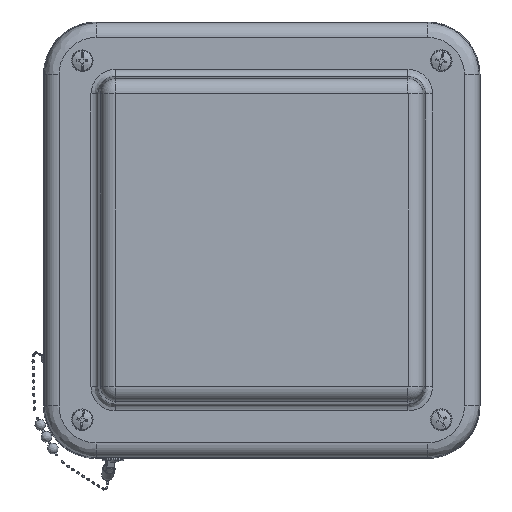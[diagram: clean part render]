
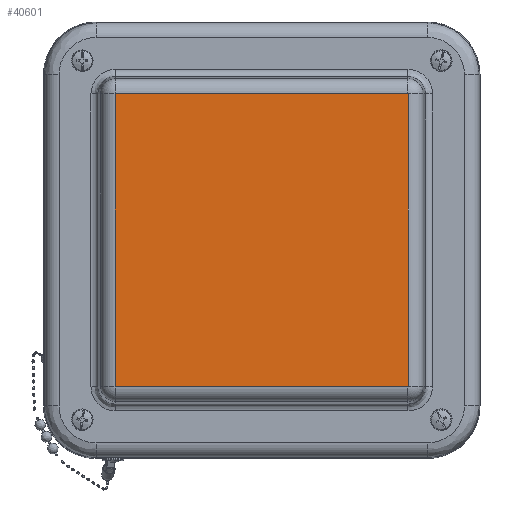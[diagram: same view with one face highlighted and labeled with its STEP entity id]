
A CAD part, top view. The second image highlights one B-rep face of the part: STEP entity #40601.
In plain terms, the highlighted planar face has unit normal (0, 0, 1).
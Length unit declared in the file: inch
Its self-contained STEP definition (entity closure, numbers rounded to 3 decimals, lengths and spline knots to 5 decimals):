
#96 = EDGE_CURVE ( 'NONE', #10576, #34041, #29623, .T. ) ;
#727 = ORIENTED_EDGE ( 'NONE', *, *, #45411, .T. ) ;
#766 = VERTEX_POINT ( 'NONE', #35279 ) ;
#1317 = VERTEX_POINT ( 'NONE', #32712 ) ;
#1443 = CARTESIAN_POINT ( 'NONE',  ( -2.52913, 2.52055, 1.699 ) ) ;
#1483 = CARTESIAN_POINT ( 'NONE',  ( 2.52055, 2.52913, 1.699 ) ) ;
#2234 = VERTEX_POINT ( 'NONE', #32043 ) ;
#2939 = EDGE_CURVE ( 'NONE', #2234, #30809, #25387, .T. ) ;
#2984 = VECTOR ( 'NONE', #17219, 39.37008 ) ;
#3676 = CARTESIAN_POINT ( 'NONE',  ( -2.52293, -2.52913, 1.699 ) ) ;
#3709 = B_SPLINE_CURVE_WITH_KNOTS ( 'NONE', 3,
 ( #35917, #4877, #34967, #46304, #12721, #1483 ),
 .UNSPECIFIED., .F., .F.,
 ( 4, 2, 4 ),
 ( 0., 0.5, 1. ),
 .UNSPECIFIED. ) ;
#4877 = CARTESIAN_POINT ( 'NONE',  ( 2.52913, 2.5229, 1.699 ) ) ;
#7014 = CARTESIAN_POINT ( 'NONE',  ( 2.52829, -2.52496, 1.699 ) ) ;
#7453 = ORIENTED_EDGE ( 'NONE', *, *, #96, .T. ) ;
#7690 = B_SPLINE_CURVE_WITH_KNOTS ( 'NONE', 3,
 ( #40289, #48100, #44381, #7014, #33013, #44050 ),
 .UNSPECIFIED., .F., .F.,
 ( 4, 2, 4 ),
 ( 0., 0.5, 1. ),
 .UNSPECIFIED. ) ;
#8584 = CARTESIAN_POINT ( 'NONE',  ( -2.52494, 2.52827, 1.699 ) ) ;
#9753 = LINE ( 'NONE', #39176, #18536 ) ;
#10576 = VERTEX_POINT ( 'NONE', #41781 ) ;
#10727 = ORIENTED_EDGE ( 'NONE', *, *, #14822, .T. ) ;
#11125 = CARTESIAN_POINT ( 'NONE',  ( 0., -2.52913, 1.699 ) ) ;
#12633 = EDGE_CURVE ( 'NONE', #38853, #766, #3709, .T. ) ;
#12721 = CARTESIAN_POINT ( 'NONE',  ( 2.52293, 2.52913, 1.699 ) ) ;
#12914 = LINE ( 'NONE', #20955, #2984 ) ;
#14357 = ORIENTED_EDGE ( 'NONE', *, *, #30969, .T. ) ;
#14470 = CARTESIAN_POINT ( 'NONE',  ( -2.52913, -2.52055, 1.699 ) ) ;
#14822 = EDGE_CURVE ( 'NONE', #25445, #38853, #9753, .T. ) ;
#15514 = CARTESIAN_POINT ( 'NONE',  ( -2.52913, -2.52055, 1.699 ) ) ;
#15677 = EDGE_LOOP ( 'NONE', ( #727, #43163, #21645, #10727, #46224, #14357, #40903, #7453 ) ) ;
#16978 = DIRECTION ( 'NONE',  ( 0., 1., 0. ) ) ;
#17036 = AXIS2_PLACEMENT_3D ( 'NONE', #21361, #17801, #36132 ) ;
#17219 = DIRECTION ( 'NONE',  ( -1., 0., 0. ) ) ;
#17801 = DIRECTION ( 'NONE',  ( 0., 0., 1. ) ) ;
#18536 = VECTOR ( 'NONE', #16978, 39.37008 ) ;
#19483 = CARTESIAN_POINT ( 'NONE',  ( 2.52913, -2.52055, 1.699 ) ) ;
#20955 = CARTESIAN_POINT ( 'NONE',  ( 0., 2.52913, 1.699 ) ) ;
#21361 = CARTESIAN_POINT ( 'NONE',  ( 0., 0., 1.699 ) ) ;
#21363 = B_SPLINE_CURVE_WITH_KNOTS ( 'NONE', 3,
 ( #14470, #48222, #25987, #44332, #3676, #47735 ),
 .UNSPECIFIED., .F., .F.,
 ( 4, 2, 4 ),
 ( 0., 0.5, 1. ),
 .UNSPECIFIED. ) ;
#21645 = ORIENTED_EDGE ( 'NONE', *, *, #38855, .T. ) ;
#24158 = CARTESIAN_POINT ( 'NONE',  ( -2.52913, 0., 1.699 ) ) ;
#25387 = LINE ( 'NONE', #11125, #28883 ) ;
#25445 = VERTEX_POINT ( 'NONE', #19483 ) ;
#25987 = CARTESIAN_POINT ( 'NONE',  ( -2.52827, -2.52494, 1.699 ) ) ;
#26226 = FACE_OUTER_BOUND ( 'NONE', #15677, .T. ) ;
#26732 = VECTOR ( 'NONE', #42477, 39.37008 ) ;
#27448 = CARTESIAN_POINT ( 'NONE',  ( -2.52913, 2.52293, 1.699 ) ) ;
#28883 = VECTOR ( 'NONE', #37068, 39.37008 ) ;
#29623 = LINE ( 'NONE', #24158, #26732 ) ;
#30809 = VERTEX_POINT ( 'NONE', #37965 ) ;
#30969 = EDGE_CURVE ( 'NONE', #766, #1317, #12914, .T. ) ;
#32043 = CARTESIAN_POINT ( 'NONE',  ( -2.52055, -2.52913, 1.699 ) ) ;
#32712 = CARTESIAN_POINT ( 'NONE',  ( -2.52055, 2.52913, 1.699 ) ) ;
#33013 = CARTESIAN_POINT ( 'NONE',  ( 2.52913, -2.52293, 1.699 ) ) ;
#33926 = CARTESIAN_POINT ( 'NONE',  ( -2.5229, 2.52913, 1.699 ) ) ;
#34041 = VERTEX_POINT ( 'NONE', #15514 ) ;
#34589 = CARTESIAN_POINT ( 'NONE',  ( -2.52829, 2.52496, 1.699 ) ) ;
#34967 = CARTESIAN_POINT ( 'NONE',  ( 2.52827, 2.52494, 1.699 ) ) ;
#35279 = CARTESIAN_POINT ( 'NONE',  ( 2.52055, 2.52913, 1.699 ) ) ;
#35917 = CARTESIAN_POINT ( 'NONE',  ( 2.52913, 2.52055, 1.699 ) ) ;
#36132 = DIRECTION ( 'NONE',  ( 1., 0., 0. ) ) ;
#36551 = CARTESIAN_POINT ( 'NONE',  ( 2.52913, 2.52055, 1.699 ) ) ;
#37068 = DIRECTION ( 'NONE',  ( 1., 0., 0. ) ) ;
#37639 = CARTESIAN_POINT ( 'NONE',  ( -2.52055, 2.52913, 1.699 ) ) ;
#37965 = CARTESIAN_POINT ( 'NONE',  ( 2.52055, -2.52913, 1.699 ) ) ;
#38853 = VERTEX_POINT ( 'NONE', #36551 ) ;
#38855 = EDGE_CURVE ( 'NONE', #30809, #25445, #7690, .T. ) ;
#39176 = CARTESIAN_POINT ( 'NONE',  ( 2.52913, 0., 1.699 ) ) ;
#39998 = PLANE ( 'NONE',  #17036 ) ;
#40004 = B_SPLINE_CURVE_WITH_KNOTS ( 'NONE', 3,
 ( #37639, #33926, #8584, #34589, #27448, #1443 ),
 .UNSPECIFIED., .F., .F.,
 ( 4, 2, 4 ),
 ( 0., 0.5, 1. ),
 .UNSPECIFIED. ) ;
#40289 = CARTESIAN_POINT ( 'NONE',  ( 2.52055, -2.52913, 1.699 ) ) ;
#40601 = ADVANCED_FACE ( 'NONE', ( #26226 ), #39998, .T. ) ;
#40903 = ORIENTED_EDGE ( 'NONE', *, *, #42264, .T. ) ;
#41781 = CARTESIAN_POINT ( 'NONE',  ( -2.52913, 2.52055, 1.699 ) ) ;
#42264 = EDGE_CURVE ( 'NONE', #1317, #10576, #40004, .T. ) ;
#42477 = DIRECTION ( 'NONE',  ( 0., -1., 0. ) ) ;
#43163 = ORIENTED_EDGE ( 'NONE', *, *, #2939, .T. ) ;
#44050 = CARTESIAN_POINT ( 'NONE',  ( 2.52913, -2.52055, 1.699 ) ) ;
#44332 = CARTESIAN_POINT ( 'NONE',  ( -2.52496, -2.52829, 1.699 ) ) ;
#44381 = CARTESIAN_POINT ( 'NONE',  ( 2.52494, -2.52827, 1.699 ) ) ;
#45411 = EDGE_CURVE ( 'NONE', #34041, #2234, #21363, .T. ) ;
#46224 = ORIENTED_EDGE ( 'NONE', *, *, #12633, .T. ) ;
#46304 = CARTESIAN_POINT ( 'NONE',  ( 2.52496, 2.52829, 1.699 ) ) ;
#47735 = CARTESIAN_POINT ( 'NONE',  ( -2.52055, -2.52913, 1.699 ) ) ;
#48100 = CARTESIAN_POINT ( 'NONE',  ( 2.5229, -2.52913, 1.699 ) ) ;
#48222 = CARTESIAN_POINT ( 'NONE',  ( -2.52913, -2.5229, 1.699 ) ) ;
